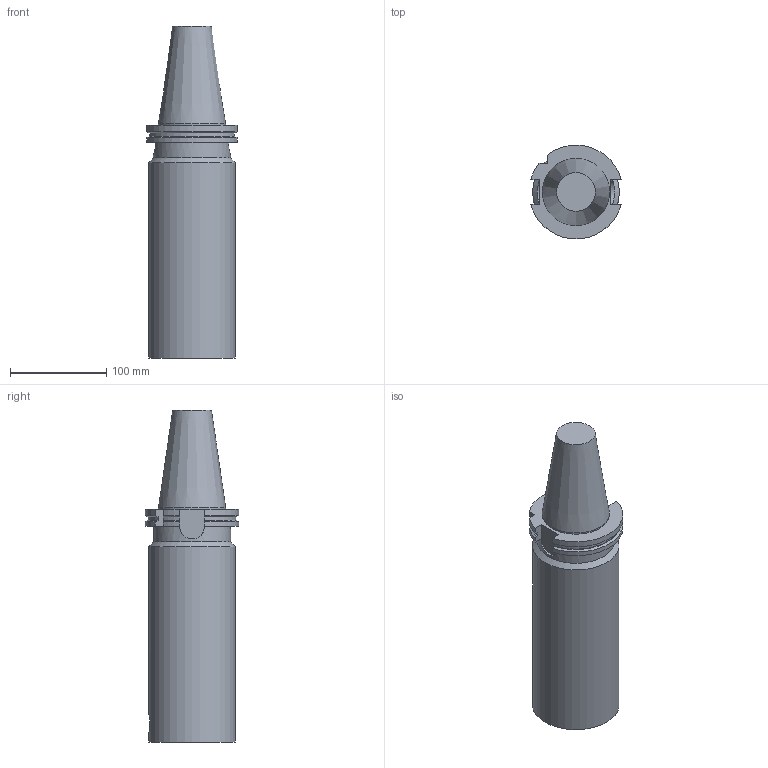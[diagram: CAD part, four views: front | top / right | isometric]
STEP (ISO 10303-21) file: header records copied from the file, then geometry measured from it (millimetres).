
FILE_DESCRIPTION((''),'1');
FILE_NAME('BDV50-CKB7-243.stp','2023-11-07T08:02:31',(''),(''),'Spatial Interop R21 SP3','Kubotek KeyCreator 2011 V10.0.2 (22737)',' ');
FILE_SCHEMA(('automotive_design'));
Length unit declared in the file: millimetre
Products named in the file (1): 240[2]
Bounding box: 94.05 x 97.31 x 344.75 mm (x, y, z)
Volume: 1681572.3 mm3; surface area: 108737.1 mm2
Topology: 1 solids, 1 shells, 45 faces, 120 edges, 79 vertices
Faces by surface type: plane 21, cylinder 16, cone 8
Full cylindrical faces by diameter (mm): 21 x1, 46 x1, 69.85 x1, 80 x1, 90 x1
Entity records: 2653 total; most frequent: CARTESIAN_POINT 463, DIRECTION 223, ORIENTED_EDGE 220, PRESENTATION_STYLE_ASSIGNMENT 202, COLOUR_RGB 202, STYLED_ITEM 156, CURVE_STYLE 156, DRAUGHTING_PRE_DEFINED_CURVE_FONT 156
